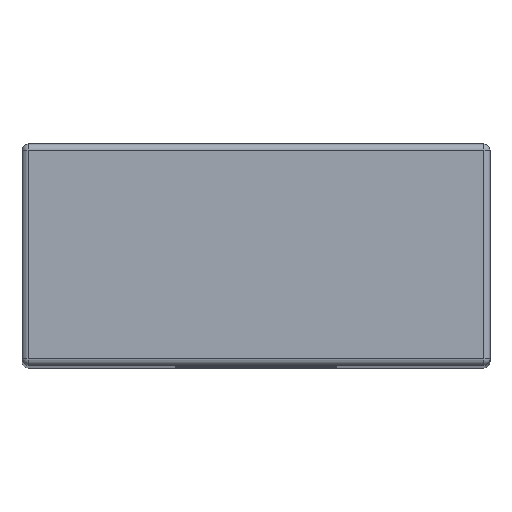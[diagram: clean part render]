
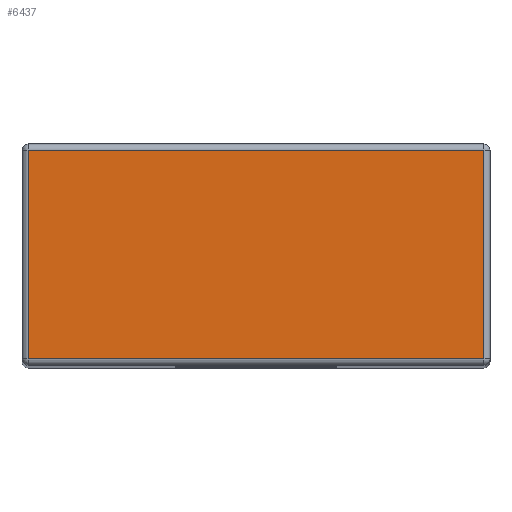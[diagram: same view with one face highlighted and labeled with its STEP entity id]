
A CAD part, top view. The second image highlights one B-rep face of the part: STEP entity #6437.
In plain terms, the highlighted planar face has unit normal (0, 0, 1).
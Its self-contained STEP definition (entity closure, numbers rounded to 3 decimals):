
#5996=CARTESIAN_POINT('',(-72.,68.0,249.));
#5997=VERTEX_POINT('',#5996);
#6055=CARTESIAN_POINT('',(72.0,68.0,249.));
#6056=VERTEX_POINT('',#6055);
#6130=CARTESIAN_POINT('',(-72.,2.,249.));
#6131=VERTEX_POINT('',#6130);
#6156=CARTESIAN_POINT('',(72.0,2.,249.));
#6157=VERTEX_POINT('',#6156);
#6190=CARTESIAN_POINT('',(72.0,2.,249.));
#6191=DIRECTION('',(-1.0,0.0,0.0));
#6192=VECTOR('',#6191,144.);
#6193=LINE('',#6190,#6192);
#6194=EDGE_CURVE('',#6157,#6131,#6193,.T.);
#6229=CARTESIAN_POINT('',(72.0,68.0,249.));
#6230=DIRECTION('',(0.0,-1.0,0.0));
#6231=VECTOR('',#6230,66.);
#6232=LINE('',#6229,#6231);
#6233=EDGE_CURVE('',#6056,#6157,#6232,.T.);
#6268=CARTESIAN_POINT('',(-72.,2.,249.));
#6269=DIRECTION('',(0.0,1.0,0.0));
#6270=VECTOR('',#6269,66.0);
#6271=LINE('',#6268,#6270);
#6272=EDGE_CURVE('',#6131,#5997,#6271,.T.);
#6351=CARTESIAN_POINT('',(-72.,68.0,249.));
#6352=DIRECTION('',(1.0,0.0,0.0));
#6353=VECTOR('',#6352,144.);
#6354=LINE('',#6351,#6353);
#6355=EDGE_CURVE('',#5997,#6056,#6354,.T.);
#6426=CARTESIAN_POINT('',(0.,35.0,249.));
#6427=DIRECTION('',(0.0,0.0,1.0));
#6428=DIRECTION('',(1.0,0.0,0.0));
#6429=AXIS2_PLACEMENT_3D('',#6426,#6427,#6428);
#6430=PLANE('',#6429);
#6431=ORIENTED_EDGE('',*,*,#6194,.F.);
#6432=ORIENTED_EDGE('',*,*,#6233,.F.);
#6433=ORIENTED_EDGE('',*,*,#6355,.F.);
#6434=ORIENTED_EDGE('',*,*,#6272,.F.);
#6435=EDGE_LOOP('',(#6431,#6432,#6433,#6434));
#6436=FACE_OUTER_BOUND('',#6435,.T.);
#6437=ADVANCED_FACE('',(#6436),#6430,.T.);
